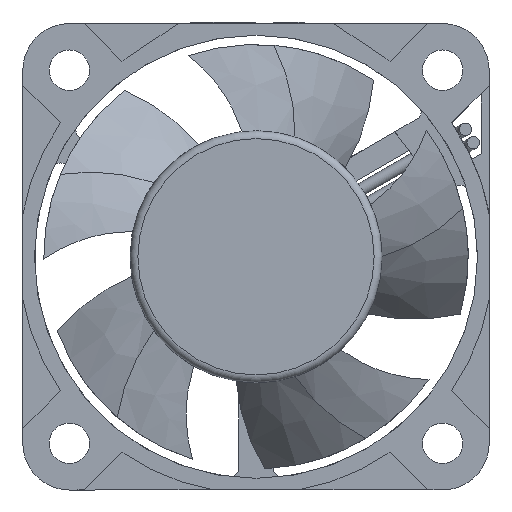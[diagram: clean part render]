
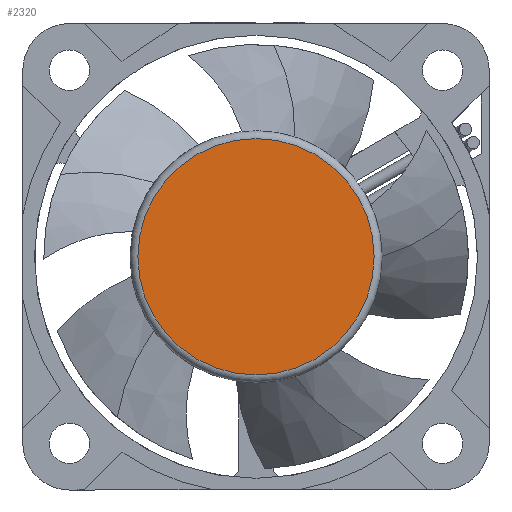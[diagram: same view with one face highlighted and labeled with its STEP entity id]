
A CAD part, front view. The second image highlights one B-rep face of the part: STEP entity #2320.
In plain terms, the highlighted planar face has unit normal (0, -1, 0).
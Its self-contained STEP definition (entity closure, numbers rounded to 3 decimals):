
#202=PLANE('',#2561);
#298=FACE_OUTER_BOUND('',#440,.T.);
#440=EDGE_LOOP('',(#2029));
#931=CIRCLE('',#2562,7.6);
#1125=VERTEX_POINT('',#3802);
#1435=EDGE_CURVE('',#1125,#1125,#931,.T.);
#2029=ORIENTED_EDGE('',*,*,#1435,.F.);
#2320=ADVANCED_FACE('',(#298),#202,.F.);
#2561=AXIS2_PLACEMENT_3D('',#3801,#3116,#3117);
#2562=AXIS2_PLACEMENT_3D('',#3803,#3118,#3119);
#3116=DIRECTION('center_axis',(0.,1.,0.));
#3117=DIRECTION('ref_axis',(0.,0.,
1.));
#3118=DIRECTION('center_axis',(0.,1.,0.));
#3119=DIRECTION('ref_axis',(1.,0.,0.));
#3801=CARTESIAN_POINT('Origin',(31.178,8.608,4.643));
#3802=CARTESIAN_POINT('',(38.778,8.608,4.643));
#3803=CARTESIAN_POINT('Origin',(31.178,8.608,4.643));
